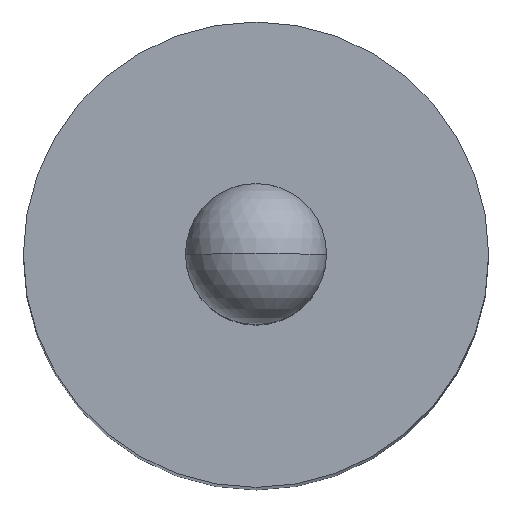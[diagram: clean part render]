
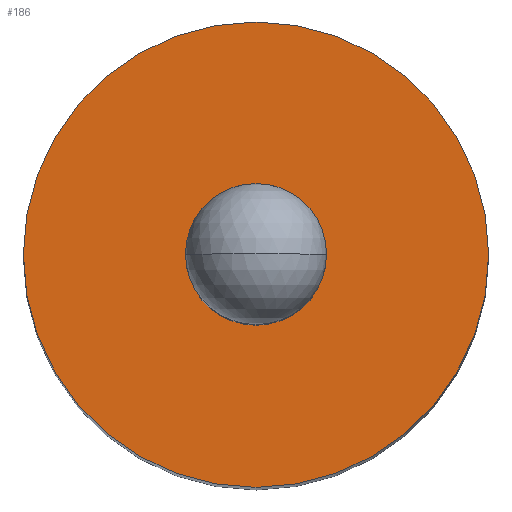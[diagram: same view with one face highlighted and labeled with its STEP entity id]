
A CAD part, top view. The second image highlights one B-rep face of the part: STEP entity #186.
In plain terms, the highlighted planar face has unit normal (0, 0, 1).
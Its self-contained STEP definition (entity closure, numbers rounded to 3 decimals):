
#3 = CARTESIAN_POINT ( 'NONE',  ( 0., 0., -0.88 ) ) ;
#13 = VERTEX_POINT ( 'NONE', #382 ) ;
#31 = DIRECTION ( 'NONE',  ( -1., 0., 0. ) ) ;
#34 = CARTESIAN_POINT ( 'NONE',  ( 0., 0., -0.88 ) ) ;
#52 = DIRECTION ( 'NONE',  ( 0., 0., -1. ) ) ;
#61 = CARTESIAN_POINT ( 'NONE',  ( 0., 0., -0.88 ) ) ;
#70 = DIRECTION ( 'NONE',  ( -1., 0., 0. ) ) ;
#72 = FACE_BOUND ( 'NONE', #127, .T. ) ;
#102 = CIRCLE ( 'NONE', #385, 0.495 ) ;
#104 = CARTESIAN_POINT ( 'NONE',  ( 0., 0., -0.88 ) ) ;
#105 = EDGE_CURVE ( 'NONE', #13, #249, #102, .T. ) ;
#106 = DIRECTION ( 'NONE',  ( 0., 0., -1. ) ) ;
#127 = EDGE_LOOP ( 'NONE', ( #148, #419 ) ) ;
#133 = EDGE_CURVE ( 'NONE', #249, #13, #316, .T. ) ;
#138 = AXIS2_PLACEMENT_3D ( 'NONE', #206, #52, #204 ) ;
#148 = ORIENTED_EDGE ( 'NONE', *, *, #192, .T. ) ;
#151 = CIRCLE ( 'NONE', #138, 0.15 ) ;
#165 = DIRECTION ( 'NONE',  ( -1., 0., 0. ) ) ;
#168 = CARTESIAN_POINT ( 'NONE',  ( 0.495, 0., -0.88 ) ) ;
#175 = AXIS2_PLACEMENT_3D ( 'NONE', #3, #394, #165 ) ;
#186 = ADVANCED_FACE ( 'NONE', ( #72, #200 ), #331, .F. ) ;
#192 = EDGE_CURVE ( 'NONE', #205, #220, #215, .T. ) ;
#200 = FACE_OUTER_BOUND ( 'NONE', #354, .T. ) ;
#204 = DIRECTION ( 'NONE',  ( -1., 0., 0. ) ) ;
#205 = VERTEX_POINT ( 'NONE', #260 ) ;
#206 = CARTESIAN_POINT ( 'NONE',  ( 0., 0., -0.88 ) ) ;
#207 = ORIENTED_EDGE ( 'NONE', *, *, #105, .F. ) ;
#215 = CIRCLE ( 'NONE', #380, 0.15 ) ;
#220 = VERTEX_POINT ( 'NONE', #263 ) ;
#249 = VERTEX_POINT ( 'NONE', #168 ) ;
#250 = DIRECTION ( 'NONE',  ( 0., 0., -1. ) ) ;
#260 = CARTESIAN_POINT ( 'NONE',  ( -0.15, 0., -0.88 ) ) ;
#263 = CARTESIAN_POINT ( 'NONE',  ( 0.15, 0., -0.88 ) ) ;
#300 = AXIS2_PLACEMENT_3D ( 'NONE', #34, #106, #70 ) ;
#311 = ORIENTED_EDGE ( 'NONE', *, *, #133, .F. ) ;
#316 = CIRCLE ( 'NONE', #300, 0.495 ) ;
#325 = EDGE_CURVE ( 'NONE', #220, #205, #151, .T. ) ;
#331 = PLANE ( 'NONE',  #175 ) ;
#349 = DIRECTION ( 'NONE',  ( -1., 0., 0. ) ) ;
#354 = EDGE_LOOP ( 'NONE', ( #207, #311 ) ) ;
#380 = AXIS2_PLACEMENT_3D ( 'NONE', #104, #393, #31 ) ;
#382 = CARTESIAN_POINT ( 'NONE',  ( -0.495, 0., -0.88 ) ) ;
#385 = AXIS2_PLACEMENT_3D ( 'NONE', #61, #250, #349 ) ;
#393 = DIRECTION ( 'NONE',  ( 0., 0., -1. ) ) ;
#394 = DIRECTION ( 'NONE',  ( 0., 0., -1. ) ) ;
#419 = ORIENTED_EDGE ( 'NONE', *, *, #325, .T. ) ;
